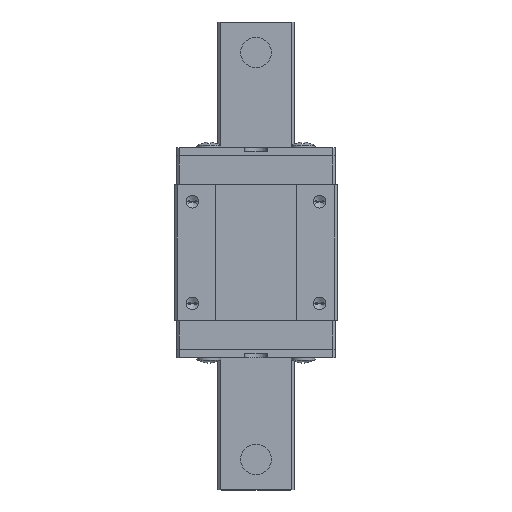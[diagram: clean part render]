
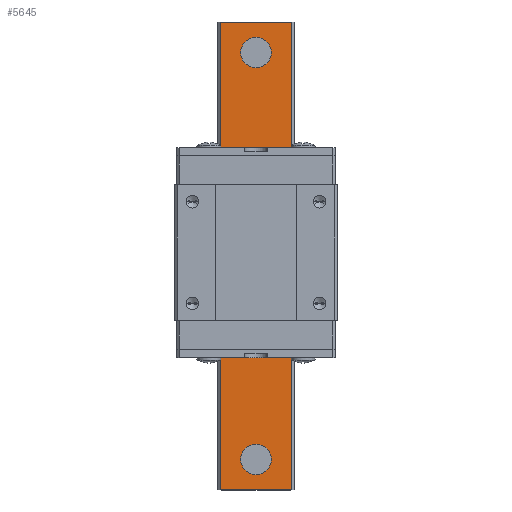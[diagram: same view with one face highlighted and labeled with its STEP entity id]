
A CAD part, top view. The second image highlights one B-rep face of the part: STEP entity #5645.
In plain terms, the highlighted planar face has unit normal (0, 0, 1).
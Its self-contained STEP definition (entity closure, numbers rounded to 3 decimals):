
#166 = VECTOR ( 'NONE', #5259, 1000. ) ;
#398 = VERTEX_POINT ( 'NONE', #10320 ) ;
#676 = LINE ( 'NONE', #6345, #7432 ) ;
#878 = CARTESIAN_POINT ( 'NONE',  ( 3., 6., 10. ) ) ;
#1513 = CARTESIAN_POINT ( 'NONE',  ( 0., 86., 10. ) ) ;
#1563 = LINE ( 'NONE', #6547, #7541 ) ;
#1911 = LINE ( 'NONE', #5172, #166 ) ;
#1938 = CARTESIAN_POINT ( 'NONE',  ( -3., 6., 10. ) ) ;
#1957 = CARTESIAN_POINT ( 'NONE',  ( 0., 6., 10. ) ) ;
#2045 = ORIENTED_EDGE ( 'NONE', *, *, #5080, .T. ) ;
#2099 = CARTESIAN_POINT ( 'NONE',  ( 6.995, 0., 10. ) ) ;
#2121 = VERTEX_POINT ( 'NONE', #9772 ) ;
#2152 = AXIS2_PLACEMENT_3D ( 'NONE', #8467, #2802, #6920 ) ;
#2225 = AXIS2_PLACEMENT_3D ( 'NONE', #3766, #6424, #8824 ) ;
#2296 = DIRECTION ( 'NONE',  ( 0., 0., -1. ) ) ;
#2297 = ORIENTED_EDGE ( 'NONE', *, *, #3117, .T. ) ;
#2447 = EDGE_LOOP ( 'NONE', ( #2297, #2045 ) ) ;
#2706 = DIRECTION ( 'NONE',  ( 0., 0., -1. ) ) ;
#2758 = FACE_OUTER_BOUND ( 'NONE', #8069, .T. ) ;
#2802 = DIRECTION ( 'NONE',  ( 0., 0., 1. ) ) ;
#3094 = CIRCLE ( 'NONE', #8719, 3. ) ;
#3117 = EDGE_CURVE ( 'NONE', #4066, #6882, #4777, .T. ) ;
#3135 = ORIENTED_EDGE ( 'NONE', *, *, #5812, .T. ) ;
#3157 = ORIENTED_EDGE ( 'NONE', *, *, #6738, .T. ) ;
#3187 = EDGE_CURVE ( 'NONE', #9332, #8745, #1911, .T. ) ;
#3244 = AXIS2_PLACEMENT_3D ( 'NONE', #1957, #2706, #5963 ) ;
#3267 = EDGE_CURVE ( 'NONE', #3376, #7767, #5802, .T. ) ;
#3297 = ORIENTED_EDGE ( 'NONE', *, *, #5212, .T. ) ;
#3376 = VERTEX_POINT ( 'NONE', #10275 ) ;
#3766 = CARTESIAN_POINT ( 'NONE',  ( 0., 46., 10. ) ) ;
#3797 = CIRCLE ( 'NONE', #4486, 3. ) ;
#3986 = DIRECTION ( 'NONE',  ( 1., 0., 0. ) ) ;
#4066 = VERTEX_POINT ( 'NONE', #1938 ) ;
#4460 = AXIS2_PLACEMENT_3D ( 'NONE', #1513, #7293, #3986 ) ;
#4486 = AXIS2_PLACEMENT_3D ( 'NONE', #9763, #4904, #8965 ) ;
#4585 = CARTESIAN_POINT ( 'NONE',  ( 6.995, 0., 10. ) ) ;
#4642 = ORIENTED_EDGE ( 'NONE', *, *, #6374, .T. ) ;
#4777 = CIRCLE ( 'NONE', #3244, 3. ) ;
#4782 = CIRCLE ( 'NONE', #7531, 3. ) ;
#4904 = DIRECTION ( 'NONE',  ( 0., 0., -1. ) ) ;
#5080 = EDGE_CURVE ( 'NONE', #6882, #4066, #4782, .T. ) ;
#5172 = CARTESIAN_POINT ( 'NONE',  ( 6.995, 92., 10. ) ) ;
#5212 = EDGE_CURVE ( 'NONE', #398, #2121, #5469, .T. ) ;
#5259 = DIRECTION ( 'NONE',  ( 0., -1., 0. ) ) ;
#5469 = CIRCLE ( 'NONE', #4460, 3. ) ;
#5499 = ORIENTED_EDGE ( 'NONE', *, *, #6900, .T. ) ;
#5645 = ADVANCED_FACE ( 'NONE', ( #6057, #6873, #9811, #2758 ), #6563, .T. ) ;
#5649 = DIRECTION ( 'NONE',  ( -1., 0., 0. ) ) ;
#5717 = ORIENTED_EDGE ( 'NONE', *, *, #8115, .T. ) ;
#5735 = DIRECTION ( 'NONE',  ( 0., -1., 0. ) ) ;
#5802 = CIRCLE ( 'NONE', #2225, 3. ) ;
#5812 = EDGE_CURVE ( 'NONE', #7153, #8745, #7176, .T. ) ;
#5963 = DIRECTION ( 'NONE',  ( 1., 0., 0. ) ) ;
#6057 = FACE_BOUND ( 'NONE', #2447, .T. ) ;
#6185 = CARTESIAN_POINT ( 'NONE',  ( -6.995, 92., 10. ) ) ;
#6205 = DIRECTION ( 'NONE',  ( 1., 0., 0. ) ) ;
#6268 = CARTESIAN_POINT ( 'NONE',  ( 0., 6., 10. ) ) ;
#6345 = CARTESIAN_POINT ( 'NONE',  ( 6.995, 92., 10. ) ) ;
#6357 = CARTESIAN_POINT ( 'NONE',  ( 0., 46., 10. ) ) ;
#6374 = EDGE_CURVE ( 'NONE', #7767, #3376, #3094, .T. ) ;
#6424 = DIRECTION ( 'NONE',  ( 0., 0., -1. ) ) ;
#6543 = EDGE_LOOP ( 'NONE', ( #4642, #7825 ) ) ;
#6547 = CARTESIAN_POINT ( 'NONE',  ( -6.995, 92., 10. ) ) ;
#6563 = PLANE ( 'NONE',  #2152 ) ;
#6738 = EDGE_CURVE ( 'NONE', #9332, #8657, #676, .T. ) ;
#6873 = FACE_BOUND ( 'NONE', #6543, .T. ) ;
#6882 = VERTEX_POINT ( 'NONE', #878 ) ;
#6900 = EDGE_CURVE ( 'NONE', #8657, #7153, #1563, .T. ) ;
#6920 = DIRECTION ( 'NONE',  ( 1., 0., 0. ) ) ;
#7153 = VERTEX_POINT ( 'NONE', #10031 ) ;
#7176 = LINE ( 'NONE', #2099, #9584 ) ;
#7293 = DIRECTION ( 'NONE',  ( 0., 0., -1. ) ) ;
#7432 = VECTOR ( 'NONE', #5649, 1000. ) ;
#7531 = AXIS2_PLACEMENT_3D ( 'NONE', #6268, #9533, #9428 ) ;
#7541 = VECTOR ( 'NONE', #5735, 1000. ) ;
#7767 = VERTEX_POINT ( 'NONE', #10528 ) ;
#7825 = ORIENTED_EDGE ( 'NONE', *, *, #3267, .T. ) ;
#8069 = EDGE_LOOP ( 'NONE', ( #3135, #9351, #3157, #5499 ) ) ;
#8115 = EDGE_CURVE ( 'NONE', #2121, #398, #3797, .T. ) ;
#8467 = CARTESIAN_POINT ( 'NONE',  ( 0., 92., 10. ) ) ;
#8657 = VERTEX_POINT ( 'NONE', #6185 ) ;
#8719 = AXIS2_PLACEMENT_3D ( 'NONE', #6357, #2296, #8867 ) ;
#8745 = VERTEX_POINT ( 'NONE', #4585 ) ;
#8824 = DIRECTION ( 'NONE',  ( 1., 0., 0. ) ) ;
#8867 = DIRECTION ( 'NONE',  ( 1., 0., 0. ) ) ;
#8965 = DIRECTION ( 'NONE',  ( 1., 0., 0. ) ) ;
#9332 = VERTEX_POINT ( 'NONE', #10107 ) ;
#9351 = ORIENTED_EDGE ( 'NONE', *, *, #3187, .F. ) ;
#9428 = DIRECTION ( 'NONE',  ( 1., 0., 0. ) ) ;
#9533 = DIRECTION ( 'NONE',  ( 0., 0., -1. ) ) ;
#9584 = VECTOR ( 'NONE', #6205, 1000. ) ;
#9736 = EDGE_LOOP ( 'NONE', ( #5717, #3297 ) ) ;
#9763 = CARTESIAN_POINT ( 'NONE',  ( 0., 86., 10. ) ) ;
#9772 = CARTESIAN_POINT ( 'NONE',  ( -3., 86., 10. ) ) ;
#9811 = FACE_BOUND ( 'NONE', #9736, .T. ) ;
#10031 = CARTESIAN_POINT ( 'NONE',  ( -6.995, 0., 10. ) ) ;
#10107 = CARTESIAN_POINT ( 'NONE',  ( 6.995, 92., 10. ) ) ;
#10275 = CARTESIAN_POINT ( 'NONE',  ( 3., 46., 10. ) ) ;
#10320 = CARTESIAN_POINT ( 'NONE',  ( 3., 86., 10. ) ) ;
#10528 = CARTESIAN_POINT ( 'NONE',  ( -3., 46., 10. ) ) ;
